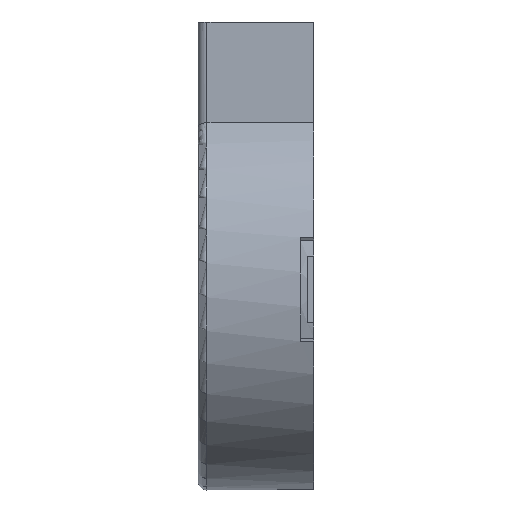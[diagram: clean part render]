
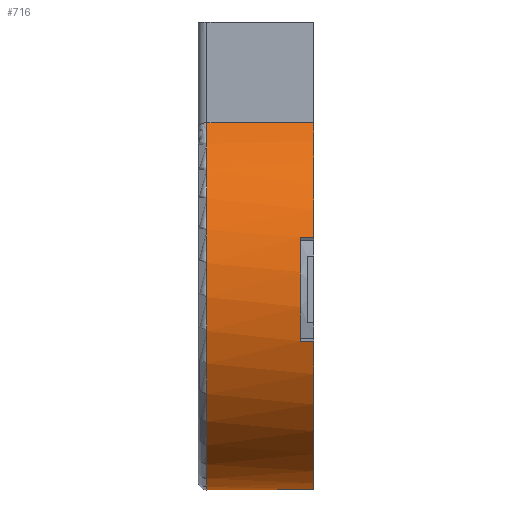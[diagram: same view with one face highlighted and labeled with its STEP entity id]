
A CAD part, left-side view. The second image highlights one B-rep face of the part: STEP entity #716.
In plain terms, the highlighted cylindrical face has radius 4.5 mm (diameter 9 mm), a partial arc.
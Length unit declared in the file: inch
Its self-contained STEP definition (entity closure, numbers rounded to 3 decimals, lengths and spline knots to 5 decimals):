
#3 = CARTESIAN_POINT ( 'NONE',  ( 0., -0.00787, 0. ) ) ;
#7 = DIRECTION ( 'NONE',  ( 0., -1., 0. ) ) ;
#16 = CARTESIAN_POINT ( 'NONE',  ( 0.17113, -0.10236, -0.04585 ) ) ;
#24 = VERTEX_POINT ( 'NONE', #1093 ) ;
#31 = ORIENTED_EDGE ( 'NONE', *, *, #256, .T. ) ;
#35 = DIRECTION ( 'NONE',  ( 0., 1., 0. ) ) ;
#38 = EDGE_CURVE ( 'NONE', #1111, #24, #123, .T. ) ;
#40 = AXIS2_PLACEMENT_3D ( 'NONE', #514, #1057, #653 ) ;
#47 = AXIS2_PLACEMENT_3D ( 'NONE', #1350, #7, #1626 ) ;
#84 = CARTESIAN_POINT ( 'NONE',  ( -0.17113, -0.09055, 0.04585 ) ) ;
#90 = CARTESIAN_POINT ( 'NONE',  ( 0.09843, -0.00787, 0.14731 ) ) ;
#98 = DIRECTION ( 'NONE',  ( 0., 0., -1. ) ) ;
#121 = CARTESIAN_POINT ( 'NONE',  ( -0.09843, -0.10236, 0.14731 ) ) ;
#123 = CIRCLE ( 'NONE', #831, 0.17717 ) ;
#129 = DIRECTION ( 'NONE',  ( 0., 1., 0. ) ) ;
#160 = DIRECTION ( 'NONE',  ( 0., 1., 0. ) ) ;
#162 = VERTEX_POINT ( 'NONE', #1183 ) ;
#183 = EDGE_CURVE ( 'NONE', #1381, #204, #1700, .T. ) ;
#191 = EDGE_CURVE ( 'NONE', #600, #570, #1025, .T. ) ;
#196 = AXIS2_PLACEMENT_3D ( 'NONE', #3, #1579, #1191 ) ;
#199 = ORIENTED_EDGE ( 'NONE', *, *, #38, .T. ) ;
#204 = VERTEX_POINT ( 'NONE', #1450 ) ;
#227 = CARTESIAN_POINT ( 'NONE',  ( -0.17113, -0.09055, -0.04585 ) ) ;
#252 = CARTESIAN_POINT ( 'NONE',  ( -0.17113, -0.10236, -0.04585 ) ) ;
#256 = EDGE_CURVE ( 'NONE', #546, #577, #1411, .T. ) ;
#261 = CARTESIAN_POINT ( 'NONE',  ( -0.17113, -0.10236, 0.04585 ) ) ;
#263 = EDGE_CURVE ( 'NONE', #1381, #570, #377, .T. ) ;
#272 = AXIS2_PLACEMENT_3D ( 'NONE', #770, #927, #98 ) ;
#277 = FACE_OUTER_BOUND ( 'NONE', #1525, .T. ) ;
#324 = DIRECTION ( 'NONE',  ( 0., 0., 1. ) ) ;
#331 = VECTOR ( 'NONE', #1193, 39.37008 ) ;
#348 = DIRECTION ( 'NONE',  ( 0., 0., 1. ) ) ;
#350 = DIRECTION ( 'NONE',  ( 0., 0., -1. ) ) ;
#351 = ORIENTED_EDGE ( 'NONE', *, *, #1462, .T. ) ;
#372 = CARTESIAN_POINT ( 'NONE',  ( 0.17113, -0.10236, 0.04585 ) ) ;
#376 = EDGE_CURVE ( 'NONE', #732, #1384, #559, .T. ) ;
#377 = LINE ( 'NONE', #252, #496 ) ;
#452 = VECTOR ( 'NONE', #803, 39.37008 ) ;
#457 = DIRECTION ( 'NONE',  ( 0., 0., 1. ) ) ;
#480 = EDGE_CURVE ( 'NONE', #24, #204, #800, .T. ) ;
#486 = DIRECTION ( 'NONE',  ( 0., -1., 0. ) ) ;
#496 = VECTOR ( 'NONE', #129, 39.37008 ) ;
#503 = AXIS2_PLACEMENT_3D ( 'NONE', #1425, #486, #350 ) ;
#511 = EDGE_CURVE ( 'NONE', #1493, #1111, #1306, .T. ) ;
#514 = CARTESIAN_POINT ( 'NONE',  ( 0., -0.10236, 0. ) ) ;
#532 = ORIENTED_EDGE ( 'NONE', *, *, #376, .T. ) ;
#537 = CARTESIAN_POINT ( 'NONE',  ( 0., -0.10236, 0. ) ) ;
#546 = VERTEX_POINT ( 'NONE', #1446 ) ;
#559 = LINE ( 'NONE', #121, #1439 ) ;
#570 = VERTEX_POINT ( 'NONE', #227 ) ;
#577 = VERTEX_POINT ( 'NONE', #90 ) ;
#600 = VERTEX_POINT ( 'NONE', #84 ) ;
#602 = DIRECTION ( 'NONE',  ( 0., -1., 0. ) ) ;
#653 = DIRECTION ( 'NONE',  ( 0., 0., 1. ) ) ;
#664 = VECTOR ( 'NONE', #160, 39.37008 ) ;
#693 = CARTESIAN_POINT ( 'NONE',  ( -0.09843, -0.00787, 0.14731 ) ) ;
#703 = CARTESIAN_POINT ( 'NONE',  ( 0., -0.09055, 0. ) ) ;
#716 = ADVANCED_FACE ( 'NONE', ( #277 ), #849, .T. ) ;
#732 = VERTEX_POINT ( 'NONE', #1520 ) ;
#770 = CARTESIAN_POINT ( 'NONE',  ( 0., -0.09055, 0. ) ) ;
#777 = CARTESIAN_POINT ( 'NONE',  ( 0., -0.10236, 0. ) ) ;
#800 = LINE ( 'NONE', #16, #1413 ) ;
#803 = DIRECTION ( 'NONE',  ( 0., -1., 0. ) ) ;
#809 = CIRCLE ( 'NONE', #47, 0.17717 ) ;
#816 = DIRECTION ( 'NONE',  ( 0., 1., 0. ) ) ;
#818 = CARTESIAN_POINT ( 'NONE',  ( 0.17113, -0.10236, 0.04585 ) ) ;
#831 = AXIS2_PLACEMENT_3D ( 'NONE', #703, #1375, #324 ) ;
#849 = CYLINDRICAL_SURFACE ( 'NONE', #1728, 0.17717 ) ;
#853 = ORIENTED_EDGE ( 'NONE', *, *, #1152, .F. ) ;
#858 = ORIENTED_EDGE ( 'NONE', *, *, #511, .T. ) ;
#879 = ORIENTED_EDGE ( 'NONE', *, *, #480, .T. ) ;
#927 = DIRECTION ( 'NONE',  ( 0., -1., 0. ) ) ;
#952 = LINE ( 'NONE', #1647, #664 ) ;
#982 = AXIS2_PLACEMENT_3D ( 'NONE', #777, #602, #348 ) ;
#1017 = ORIENTED_EDGE ( 'NONE', *, *, #1505, .F. ) ;
#1021 = EDGE_CURVE ( 'NONE', #162, #577, #952, .T. ) ;
#1025 = CIRCLE ( 'NONE', #272, 0.17717 ) ;
#1032 = CIRCLE ( 'NONE', #503, 0.17717 ) ;
#1057 = DIRECTION ( 'NONE',  ( 0., -1., 0. ) ) ;
#1059 = ORIENTED_EDGE ( 'NONE', *, *, #191, .F. ) ;
#1093 = CARTESIAN_POINT ( 'NONE',  ( 0.17113, -0.09055, -0.04585 ) ) ;
#1111 = VERTEX_POINT ( 'NONE', #1345 ) ;
#1152 = EDGE_CURVE ( 'NONE', #1493, #162, #1732, .T. ) ;
#1159 = ORIENTED_EDGE ( 'NONE', *, *, #1734, .T. ) ;
#1167 = VERTEX_POINT ( 'NONE', #261 ) ;
#1183 = CARTESIAN_POINT ( 'NONE',  ( 0.09843, -0.10236, 0.14731 ) ) ;
#1191 = DIRECTION ( 'NONE',  ( 0., 0., -1. ) ) ;
#1193 = DIRECTION ( 'NONE',  ( 0., 1., 0. ) ) ;
#1221 = CARTESIAN_POINT ( 'NONE',  ( -0.17113, -0.10236, 0.04585 ) ) ;
#1229 = ORIENTED_EDGE ( 'NONE', *, *, #263, .T. ) ;
#1268 = CARTESIAN_POINT ( 'NONE',  ( -0.17113, -0.10236, -0.04585 ) ) ;
#1291 = ORIENTED_EDGE ( 'NONE', *, *, #1021, .F. ) ;
#1306 = LINE ( 'NONE', #372, #331 ) ;
#1345 = CARTESIAN_POINT ( 'NONE',  ( 0.17113, -0.09055, 0.04585 ) ) ;
#1350 = CARTESIAN_POINT ( 'NONE',  ( 0., -0.10236, 0. ) ) ;
#1375 = DIRECTION ( 'NONE',  ( 0., 1., 0. ) ) ;
#1381 = VERTEX_POINT ( 'NONE', #1268 ) ;
#1384 = VERTEX_POINT ( 'NONE', #693 ) ;
#1411 = CIRCLE ( 'NONE', #196, 0.17717 ) ;
#1413 = VECTOR ( 'NONE', #1581, 39.37008 ) ;
#1425 = CARTESIAN_POINT ( 'NONE',  ( 0., -0.00787, 0. ) ) ;
#1439 = VECTOR ( 'NONE', #816, 39.37008 ) ;
#1446 = CARTESIAN_POINT ( 'NONE',  ( 0., -0.00787, -0.17717 ) ) ;
#1450 = CARTESIAN_POINT ( 'NONE',  ( 0.17113, -0.10236, -0.04585 ) ) ;
#1462 = EDGE_CURVE ( 'NONE', #600, #1167, #1516, .T. ) ;
#1493 = VERTEX_POINT ( 'NONE', #818 ) ;
#1505 = EDGE_CURVE ( 'NONE', #732, #1167, #809, .T. ) ;
#1516 = LINE ( 'NONE', #1221, #452 ) ;
#1520 = CARTESIAN_POINT ( 'NONE',  ( -0.09843, -0.10236, 0.14731 ) ) ;
#1525 = EDGE_LOOP ( 'NONE', ( #532, #1159, #31, #1291, #853, #858, #199, #879, #1597, #1229, #1059, #351, #1017 ) ) ;
#1579 = DIRECTION ( 'NONE',  ( 0., -1., 0. ) ) ;
#1581 = DIRECTION ( 'NONE',  ( 0., -1., 0. ) ) ;
#1597 = ORIENTED_EDGE ( 'NONE', *, *, #183, .F. ) ;
#1626 = DIRECTION ( 'NONE',  ( 0., 0., 1. ) ) ;
#1647 = CARTESIAN_POINT ( 'NONE',  ( 0.09843, -0.10236, 0.14731 ) ) ;
#1700 = CIRCLE ( 'NONE', #40, 0.17717 ) ;
#1728 = AXIS2_PLACEMENT_3D ( 'NONE', #537, #35, #457 ) ;
#1732 = CIRCLE ( 'NONE', #982, 0.17717 ) ;
#1734 = EDGE_CURVE ( 'NONE', #1384, #546, #1032, .T. ) ;
